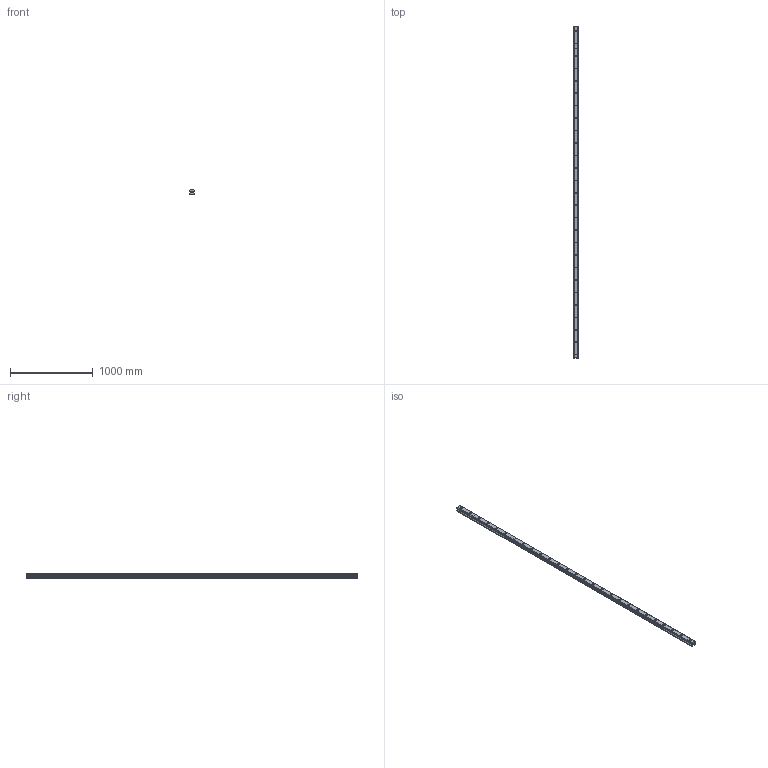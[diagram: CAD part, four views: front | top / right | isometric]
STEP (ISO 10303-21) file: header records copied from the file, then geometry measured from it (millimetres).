
FILE_DESCRIPTION(('STEP AP214'),'1');
FILE_NAME('cctmp_D83FD74D-701C-450B-87A3-314F912006E7_2024_08_07_21_35_23_0620..stp','2024-08-07T19:35:23',('HIWIN GmbH'),('CADClick - www.CADClick.com'),'Spatial InterOp 3D',' ','unknown authorization');
FILE_SCHEMA(('AUTOMOTIVE_DESIGN'));
Length unit declared in the file: millimetre
Products named in the file (3): cc_unnamed; HGR65R4000C_FILE_1; HGR65R4000C_FILE
Assembly tree (2 placements, depth 2):
  cc_unnamed
    HGR65R4000C_FILE_1
    HGR65R4000C_FILE
Bounding box: 63 x 4000 x 53 mm (x, y, z)
Volume: 10994422.3 mm3; surface area: 1077249.8 mm2
Topology: 2 solids, 2 shells, 437 faces, 1032 edges, 688 vertices
Faces by surface type: plane 267, cylinder 170
Entity records: 16202 total; most frequent: DIRECTION 2252, CARTESIAN_POINT 2160, ORIENTED_EDGE 2064, EDGE_CURVE 1032, AXIS2_PLACEMENT_3D 780, LINE 692, VECTOR 692, VERTEX_POINT 688
